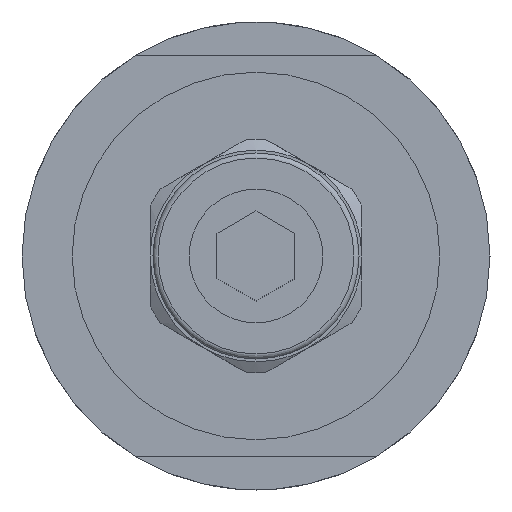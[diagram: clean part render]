
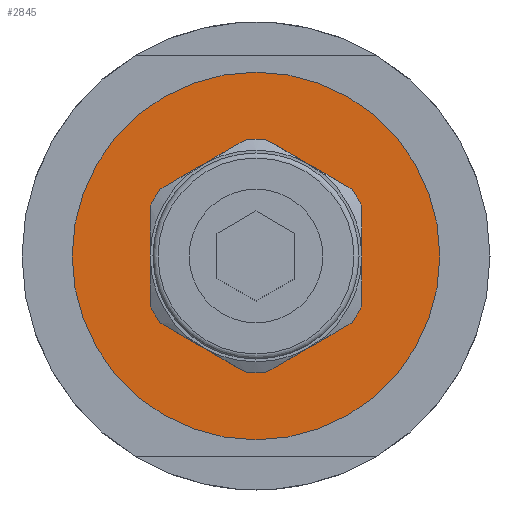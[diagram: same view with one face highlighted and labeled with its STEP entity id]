
A CAD part, left-side view. The second image highlights one B-rep face of the part: STEP entity #2845.
In plain terms, the highlighted planar face has unit normal (-1, 0, 0).
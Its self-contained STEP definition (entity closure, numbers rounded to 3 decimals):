
#2604=CARTESIAN_POINT('',(-40.0,-9.0,0.0));
#2605=VERTEX_POINT('',#2604);
#2606=CARTESIAN_POINT('',(-40.0,0.0,0.0));
#2607=DIRECTION('',(1.0,0.0,0.0));
#2608=DIRECTION('',(0.0,-1.0,0.0));
#2609=AXIS2_PLACEMENT_3D('',#2606,#2607,#2608);
#2610=CIRCLE('',#2609,9.0);
#2611=EDGE_CURVE('',#2605,#2605,#2610,.T.);
#2795=CARTESIAN_POINT('',(-40.0,16.5,0.));
#2796=VERTEX_POINT('',#2795);
#2797=CARTESIAN_POINT('',(-40.0,0.0,0.0));
#2798=DIRECTION('',(1.0,0.0,0.0));
#2799=DIRECTION('',(0.0,-1.0,0.0));
#2800=AXIS2_PLACEMENT_3D('',#2797,#2798,#2799);
#2801=CIRCLE('',#2800,16.5);
#2802=EDGE_CURVE('',#2796,#2796,#2801,.T.);
#2834=CARTESIAN_POINT('',(-40.0,12.2,0.));
#2835=DIRECTION('',(-1.0,0.0,0.0));
#2836=DIRECTION('',(0.0,0.0,1.0));
#2837=AXIS2_PLACEMENT_3D('',#2834,#2835,#2836);
#2838=PLANE('',#2837);
#2839=ORIENTED_EDGE('',*,*,#2802,.F.);
#2840=EDGE_LOOP('',(#2839));
#2841=FACE_OUTER_BOUND('',#2840,.T.);
#2842=ORIENTED_EDGE('',*,*,#2611,.T.);
#2843=EDGE_LOOP('',(#2842));
#2844=FACE_BOUND('',#2843,.T.);
#2845=ADVANCED_FACE('',(#2841,#2844),#2838,.T.);
